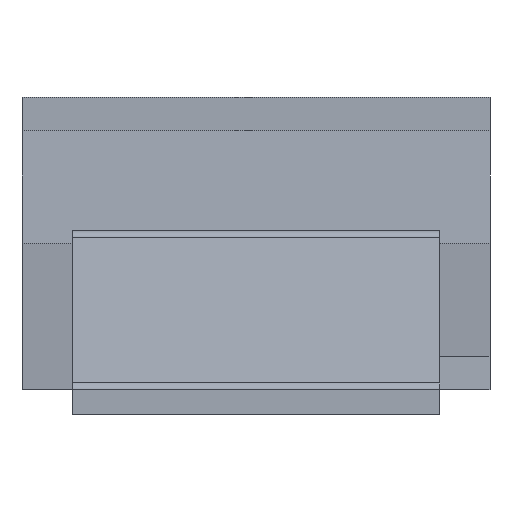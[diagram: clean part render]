
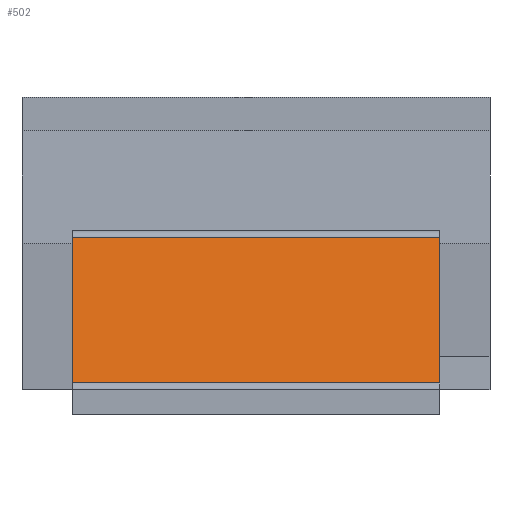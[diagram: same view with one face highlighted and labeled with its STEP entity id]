
A CAD part, left-side view. The second image highlights one B-rep face of the part: STEP entity #502.
In plain terms, the highlighted planar face has unit normal (-0.981, 0, 0.195).
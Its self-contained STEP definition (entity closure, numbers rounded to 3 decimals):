
#248 = VERTEX_POINT('',#249);
#249 = CARTESIAN_POINT('',(216.85,-15.537,
    -28.388));
#256 = EDGE_CURVE('',#257,#248,#259,.T.);
#257 = VERTEX_POINT('',#258);
#258 = CARTESIAN_POINT('',(216.676,-15.537,
    -29.258));
#259 = B_SPLINE_CURVE_WITH_KNOTS('',1,(#260,#261),.UNSPECIFIED.,.F.,.F.,
  (2,2),(0.,0.887),.PIECEWISE_BEZIER_KNOTS.);
#260 = CARTESIAN_POINT('',(216.676,-15.537,
    -29.258));
#261 = CARTESIAN_POINT('',(216.85,-15.537,
    -28.388));
#336 = VERTEX_POINT('',#337);
#337 = CARTESIAN_POINT('',(216.85,-13.337,
    -28.388));
#344 = EDGE_CURVE('',#336,#248,#345,.T.);
#345 = LINE('',#346,#347);
#346 = CARTESIAN_POINT('',(216.85,-14.437,
    -28.388));
#347 = VECTOR('',#348,1.);
#348 = DIRECTION('',(0.,-1.,0.));
#369 = VERTEX_POINT('',#370);
#370 = CARTESIAN_POINT('',(216.676,-13.337,
    -29.258));
#377 = EDGE_CURVE('',#369,#336,#378,.T.);
#378 = LINE('',#379,#380);
#379 = CARTESIAN_POINT('',(216.676,-13.337,
    -29.258));
#380 = VECTOR('',#381,1.);
#381 = DIRECTION('',(0.195,0.,0.981));
#502 = ADVANCED_FACE('',(#503),#513,.T.);
#503 = FACE_BOUND('',#504,.T.);
#504 = EDGE_LOOP('',(#505,#506,#511,#512));
#505 = ORIENTED_EDGE('',*,*,#377,.F.);
#506 = ORIENTED_EDGE('',*,*,#507,.T.);
#507 = EDGE_CURVE('',#369,#257,#508,.T.);
#508 = B_SPLINE_CURVE_WITH_KNOTS('',1,(#509,#510),.UNSPECIFIED.,.F.,.F.,
  (2,2),(-2.2,0.),.PIECEWISE_BEZIER_KNOTS.);
#509 = CARTESIAN_POINT('',(216.676,-13.337,
    -29.258));
#510 = CARTESIAN_POINT('',(216.676,-15.537,
    -29.258));
#511 = ORIENTED_EDGE('',*,*,#256,.T.);
#512 = ORIENTED_EDGE('',*,*,#344,.F.);
#513 = PLANE('',#514);
#514 = AXIS2_PLACEMENT_3D('',#515,#516,#517);
#515 = CARTESIAN_POINT('',(216.85,-13.337,
    -28.388));
#516 = DIRECTION('',(-0.981,0.,0.195)
  );
#517 = DIRECTION('',(-0.195,0.,-0.981));
